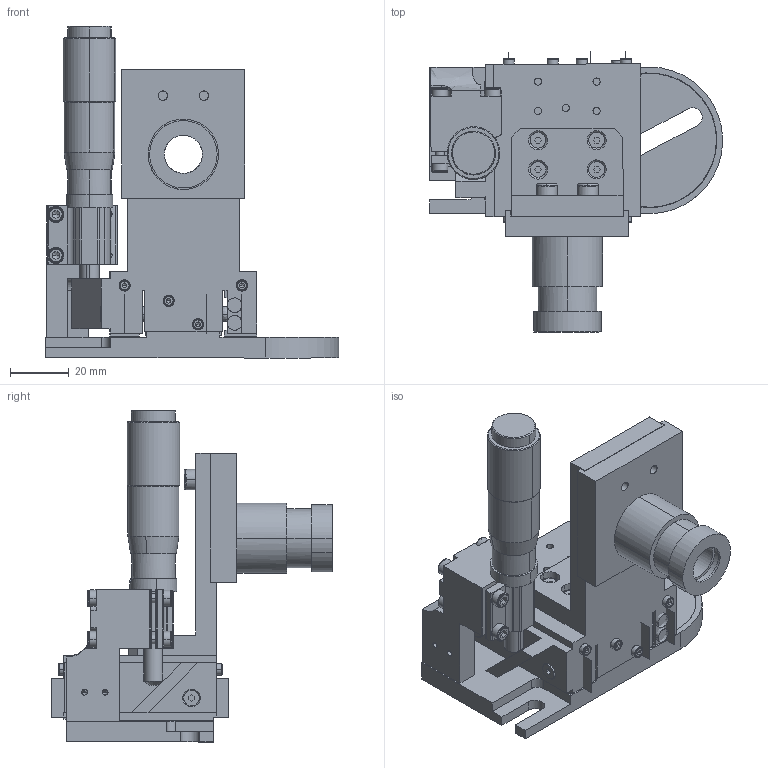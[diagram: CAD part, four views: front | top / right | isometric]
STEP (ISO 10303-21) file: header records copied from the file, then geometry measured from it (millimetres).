
FILE_DESCRIPTION(/* description */ (''),/* implementation_level */ '2;1');
FILE_NAME(/* name */ '02-TSL~1',/* time_stamp */ '2021-12-20T18:15:04+03:00',/* author */ (''),/* organization */ (''),/* preprocessor_version */ 'ST-DEVELOPER v15',/* originating_system */ '',/* authorisation */ '');
FILE_SCHEMA (('AUTOMOTIVE_DESIGN'));
Products named in the file (3): Document; Block 02; Block 01
Assembly tree (2 placements, depth 2):
  Document
    Block 02
    Block 01
Bounding box: 99.98 x 95.64 x 113.27 mm (x, y, z)
Volume: 189 mm3; surface area: 64653.3 mm2
Topology: 22 solids, 55 shells, 988 faces, 2878 edges, 1891 vertices
Faces by surface type: bspline 988
Entity records: 75580 total; most frequent: CARTESIAN_POINT 41809, B_SPLINE_CURVE_WITH_KNOTS 6097, ORIENTED_EDGE 5290, PCURVE 5290, DEFINITIONAL_REPRESENTATION 5290, SURFACE_CURVE 2779, EDGE_CURVE 2779, VERTEX_POINT 1893
